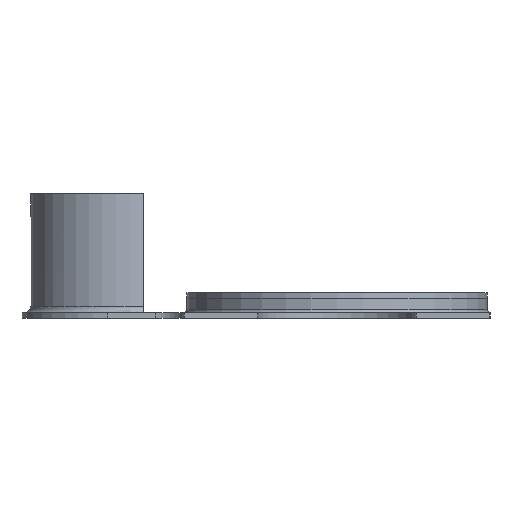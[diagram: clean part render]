
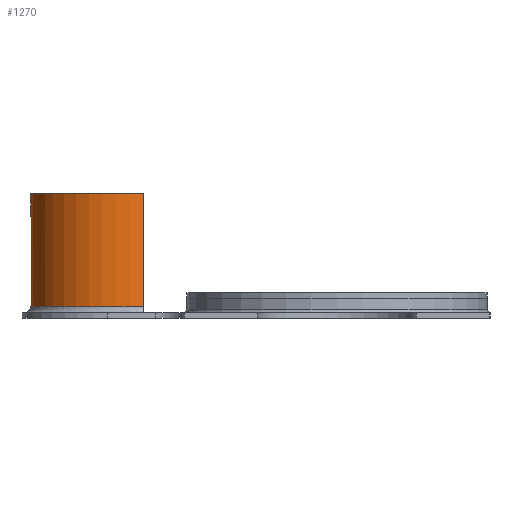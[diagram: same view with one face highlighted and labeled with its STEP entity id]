
A CAD part, left-side view. The second image highlights one B-rep face of the part: STEP entity #1270.
In plain terms, the highlighted cylindrical face has radius 14.669 mm (diameter 29.339 mm), a partial arc.
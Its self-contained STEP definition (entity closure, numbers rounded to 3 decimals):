
#87=FACE_OUTER_BOUND('',#154,.T.);
#154=EDGE_LOOP('',(#878,#879,#880,#881,#882,#883,#884,#885));
#239=LINE('',#1956,#361);
#240=LINE('',#1960,#362);
#241=LINE('',#1964,#363);
#242=LINE('',#1967,#364);
#361=VECTOR('',#1533,10.);
#362=VECTOR('',#1536,10.);
#363=VECTOR('',#1539,10.);
#364=VECTOR('',#1542,10.);
#477=CIRCLE('',#1367,14.669);
#479=CIRCLE('',#1370,14.669);
#480=CIRCLE('',#1371,14.669);
#481=CIRCLE('',#1372,14.669);
#553=VERTEX_POINT('',#1929);
#554=VERTEX_POINT('',#1940);
#556=VERTEX_POINT('',#1955);
#557=VERTEX_POINT('',#1957);
#558=VERTEX_POINT('',#1959);
#559=VERTEX_POINT('',#1961);
#560=VERTEX_POINT('',#1963);
#561=VERTEX_POINT('',#1965);
#682=EDGE_CURVE('',#553,#554,#477,.T.);
#685=EDGE_CURVE('',#553,#556,#239,.T.);
#686=EDGE_CURVE('',#557,#556,#479,.T.);
#687=EDGE_CURVE('',#558,#557,#240,.T.);
#688=EDGE_CURVE('',#559,#558,#480,.T.);
#689=EDGE_CURVE('',#559,#560,#241,.T.);
#690=EDGE_CURVE('',#561,#560,#481,.T.);
#691=EDGE_CURVE('',#554,#561,#242,.T.);
#878=ORIENTED_EDGE('',*,*,#682,.F.);
#879=ORIENTED_EDGE('',*,*,#685,.T.);
#880=ORIENTED_EDGE('',*,*,#686,.F.);
#881=ORIENTED_EDGE('',*,*,#687,.F.);
#882=ORIENTED_EDGE('',*,*,#688,.F.);
#883=ORIENTED_EDGE('',*,*,#689,.T.);
#884=ORIENTED_EDGE('',*,*,#690,.F.);
#885=ORIENTED_EDGE('',*,*,#691,.F.);
#1238=CYLINDRICAL_SURFACE('',#1369,14.669);
#1270=ADVANCED_FACE('',(#87),#1238,.T.);
#1367=AXIS2_PLACEMENT_3D('',#1941,#1527,#1528);
#1369=AXIS2_PLACEMENT_3D('',#1954,#1531,#1532);
#1370=AXIS2_PLACEMENT_3D('',#1958,#1534,#1535);
#1371=AXIS2_PLACEMENT_3D('',#1962,#1537,#1538);
#1372=AXIS2_PLACEMENT_3D('',#1966,#1540,#1541);
#1527=DIRECTION('center_axis',(0.,0.,-1.));
#1528=DIRECTION('ref_axis',(0.,1.,0.));
#1531=DIRECTION('center_axis',(0.,0.,1.));
#1532=DIRECTION('ref_axis',(0.,1.,0.));
#1533=DIRECTION('',(0.,0.,1.));
#1534=DIRECTION('center_axis',(0.,0.,1.));
#1535=DIRECTION('ref_axis',(0.932,-0.363,0.));
#1536=DIRECTION('',(0.,0.,1.));
#1537=DIRECTION('center_axis',(0.,0.,1.));
#1538=DIRECTION('ref_axis',(0.932,-0.363,0.));
#1539=DIRECTION('',(0.,0.,1.));
#1540=DIRECTION('center_axis',(0.,0.,1.));
#1541=DIRECTION('ref_axis',(0.932,-0.363,0.));
#1542=DIRECTION('',(0.,0.,1.));
#1929=CARTESIAN_POINT('',(-13.667,34.109,2.));
#1940=CARTESIAN_POINT('',(13.667,34.109,2.));
#1941=CARTESIAN_POINT('Origin',(0.,39.44,2.));
#1954=CARTESIAN_POINT('Origin',(0.,39.44,0.));
#1955=CARTESIAN_POINT('',(-13.667,34.109,22.));
#1956=CARTESIAN_POINT('',(-13.667,34.109,0.));
#1957=CARTESIAN_POINT('',(-1.161,54.063,22.));
#1958=CARTESIAN_POINT('Origin',(0.,39.44,22.));
#1959=CARTESIAN_POINT('',(-1.161,54.063,18.));
#1960=CARTESIAN_POINT('',(-1.161,54.063,0.));
#1961=CARTESIAN_POINT('',(1.161,54.063,18.));
#1962=CARTESIAN_POINT('Origin',(0.,39.44,18.));
#1963=CARTESIAN_POINT('',(1.161,54.063,22.));
#1964=CARTESIAN_POINT('',(1.161,54.063,0.));
#1965=CARTESIAN_POINT('',(13.667,34.109,22.));
#1966=CARTESIAN_POINT('Origin',(0.,39.44,22.));
#1967=CARTESIAN_POINT('',(13.667,34.109,0.));
